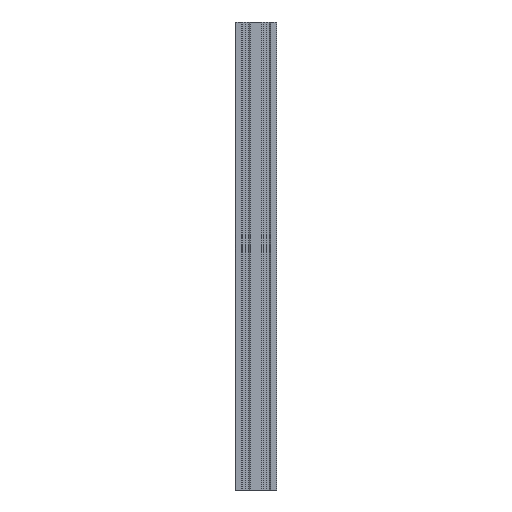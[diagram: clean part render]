
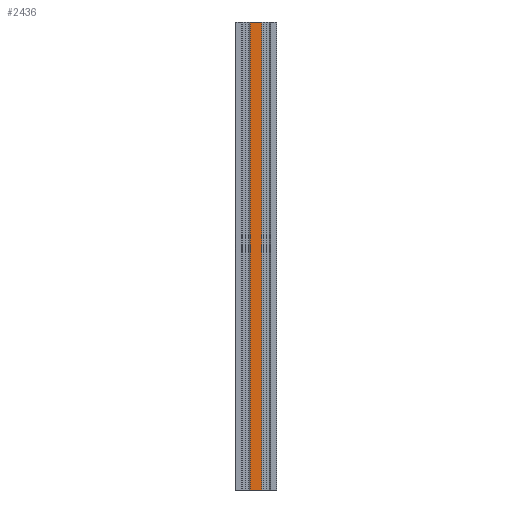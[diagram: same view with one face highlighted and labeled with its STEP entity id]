
A CAD part, left-side view. The second image highlights one B-rep face of the part: STEP entity #2436.
In plain terms, the highlighted planar face has unit normal (-1, 0, 0).
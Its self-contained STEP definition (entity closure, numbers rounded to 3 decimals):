
#62=FACE_OUTER_BOUND('',#185,.T.);
#185=EDGE_LOOP('',(#1827,#1828,#1829,#1830));
#313=LINE('',#3341,#655);
#468=LINE('',#3667,#810);
#470=LINE('',#3671,#812);
#471=LINE('',#3672,#813);
#655=VECTOR('',#2701,10.);
#810=VECTOR('',#2940,20.);
#812=VECTOR('',#2944,20.);
#813=VECTOR('',#2945,10.84);
#998=VERTEX_POINT('',#3338);
#999=VERTEX_POINT('',#3340);
#1128=VERTEX_POINT('',#3666);
#1129=VERTEX_POINT('',#3670);
#1238=EDGE_CURVE('',#999,#998,#313,.T.);
#1401=EDGE_CURVE('',#999,#1128,#468,.T.);
#1403=EDGE_CURVE('',#998,#1129,#470,.T.);
#1404=EDGE_CURVE('',#1129,#1128,#471,.T.);
#1827=ORIENTED_EDGE('',*,*,#1238,.T.);
#1828=ORIENTED_EDGE('',*,*,#1403,.T.);
#1829=ORIENTED_EDGE('',*,*,#1404,.T.);
#1830=ORIENTED_EDGE('',*,*,#1401,.F.);
#2321=PLANE('',#2579);
#2436=ADVANCED_FACE('',(#62),#2321,.F.);
#2579=AXIS2_PLACEMENT_3D('',#3669,#2942,#2943);
#2701=DIRECTION('',(0.,1.,0.));
#2940=DIRECTION('',(0.,0.,-1.));
#2942=DIRECTION('center_axis',(1.,0.,0.));
#2943=DIRECTION('ref_axis',(0.,0.,-1.));
#2944=DIRECTION('',(0.,0.,-1.));
#2945=DIRECTION('',(0.,-1.,0.));
#3338=CARTESIAN_POINT('',(-10.,-4.58,456.));
#3340=CARTESIAN_POINT('',(-10.,-15.42,456.));
#3341=CARTESIAN_POINT('',(-10.,-5.,456.));
#3666=CARTESIAN_POINT('',(-10.,-15.42,0.));
#3667=CARTESIAN_POINT('',(-10.,-15.42,20.));
#3669=CARTESIAN_POINT('Origin',(-10.,-10.,20.));
#3670=CARTESIAN_POINT('',(-10.,-4.58,0.));
#3671=CARTESIAN_POINT('',(-10.,-4.58,20.));
#3672=CARTESIAN_POINT('',(-10.,-4.58,0.));
